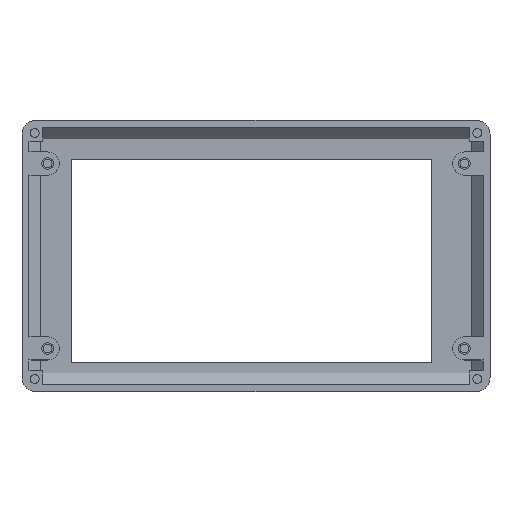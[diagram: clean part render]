
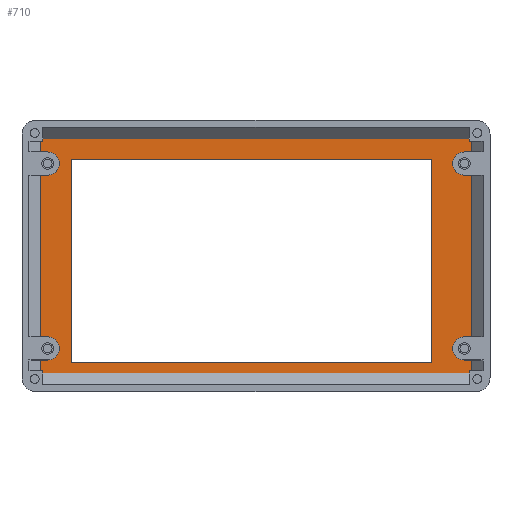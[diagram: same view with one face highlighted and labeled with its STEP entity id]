
A CAD part, top view. The second image highlights one B-rep face of the part: STEP entity #710.
In plain terms, the highlighted planar face has unit normal (0, 0, 1).
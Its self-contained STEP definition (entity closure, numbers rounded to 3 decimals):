
#710=ADVANCED_FACE('',(#1813,#1815),#1817,.T.);
#1813=FACE_BOUND('',#1814,.T.);
#1814=EDGE_LOOP('',(#2323,#2324,#2325,#2326,#2327,#2328,#2329,#2330,#2331,#2332,
#2333,#2334,#2335,#2336,#2337,#2338,#2339,#2340,#2341,#2342,#2343,#2344,#2345,#2346,
#2347,#2348,#2349,#2350));
#1815=FACE_BOUND('',#1816,.T.);
#1816=EDGE_LOOP('',(#2351,#2352,#2353,#2354));
#1817=PLANE('',#1818);
#1818=AXIS2_PLACEMENT_3D('',#1819,#1820,#1821);
#1819=CARTESIAN_POINT('',(0.,0.,3.));
#1820=DIRECTION('',(0.,0.,1.));
#1821=DIRECTION('',(-1.,0.,0.));
#2323=ORIENTED_EDGE('',*,*,#2663,.F.);
#2324=ORIENTED_EDGE('',*,*,#2625,.F.);
#2325=ORIENTED_EDGE('',*,*,#2621,.F.);
#2326=ORIENTED_EDGE('',*,*,#2619,.F.);
#2327=ORIENTED_EDGE('',*,*,#2664,.F.);
#2328=ORIENTED_EDGE('',*,*,#2615,.F.);
#2329=ORIENTED_EDGE('',*,*,#2611,.F.);
#2330=ORIENTED_EDGE('',*,*,#2609,.F.);
#2331=ORIENTED_EDGE('',*,*,#2665,.F.);
#2332=ORIENTED_EDGE('',*,*,#2605,.F.);
#2333=ORIENTED_EDGE('',*,*,#2601,.F.);
#2334=ORIENTED_EDGE('',*,*,#2666,.F.);
#2335=ORIENTED_EDGE('',*,*,#2597,.F.);
#2336=ORIENTED_EDGE('',*,*,#2593,.F.);
#2337=ORIENTED_EDGE('',*,*,#2667,.F.);
#2338=ORIENTED_EDGE('',*,*,#2589,.F.);
#2339=ORIENTED_EDGE('',*,*,#2585,.F.);
#2340=ORIENTED_EDGE('',*,*,#2583,.F.);
#2341=ORIENTED_EDGE('',*,*,#2668,.F.);
#2342=ORIENTED_EDGE('',*,*,#2579,.F.);
#2343=ORIENTED_EDGE('',*,*,#2575,.F.);
#2344=ORIENTED_EDGE('',*,*,#2573,.F.);
#2345=ORIENTED_EDGE('',*,*,#2669,.F.);
#2346=ORIENTED_EDGE('',*,*,#2640,.F.);
#2347=ORIENTED_EDGE('',*,*,#2637,.F.);
#2348=ORIENTED_EDGE('',*,*,#2670,.F.);
#2349=ORIENTED_EDGE('',*,*,#2633,.F.);
#2350=ORIENTED_EDGE('',*,*,#2629,.F.);
#2351=ORIENTED_EDGE('',*,*,#2671,.T.);
#2352=ORIENTED_EDGE('',*,*,#2672,.T.);
#2353=ORIENTED_EDGE('',*,*,#2673,.T.);
#2354=ORIENTED_EDGE('',*,*,#2674,.T.);
#2573=EDGE_CURVE('',#2879,#2881,#2882,.T.);
#2575=EDGE_CURVE('',#2881,#2884,#2885,.T.);
#2579=EDGE_CURVE('',#2884,#2888,#2891,.T.);
#2583=EDGE_CURVE('',#2895,#2897,#2898,.T.);
#2585=EDGE_CURVE('',#2897,#2900,#2901,.T.);
#2589=EDGE_CURVE('',#2900,#2904,#2907,.T.);
#2593=EDGE_CURVE('',#2911,#2913,#2914,.F.);
#2597=EDGE_CURVE('',#2913,#2917,#2920,.F.);
#2601=EDGE_CURVE('',#2924,#2926,#2927,.F.);
#2605=EDGE_CURVE('',#2926,#2930,#2933,.F.);
#2609=EDGE_CURVE('',#2937,#2939,#2940,.T.);
#2611=EDGE_CURVE('',#2939,#2942,#2943,.T.);
#2615=EDGE_CURVE('',#2942,#2946,#2949,.T.);
#2619=EDGE_CURVE('',#2953,#2955,#2956,.T.);
#2621=EDGE_CURVE('',#2955,#2958,#2959,.T.);
#2625=EDGE_CURVE('',#2958,#2962,#2965,.T.);
#2629=EDGE_CURVE('',#2969,#2971,#2972,.F.);
#2633=EDGE_CURVE('',#2971,#2975,#2978,.F.);
#2637=EDGE_CURVE('',#2982,#2984,#2985,.F.);
#2640=EDGE_CURVE('',#2984,#2987,#2989,.F.);
#2663=EDGE_CURVE('',#2962,#2969,#3022,.F.);
#2664=EDGE_CURVE('',#2946,#2953,#3023,.F.);
#2665=EDGE_CURVE('',#2930,#2937,#3024,.F.);
#2666=EDGE_CURVE('',#2917,#2924,#3025,.F.);
#2667=EDGE_CURVE('',#2904,#2911,#3026,.F.);
#2668=EDGE_CURVE('',#2888,#2895,#3027,.F.);
#2669=EDGE_CURVE('',#2987,#2879,#3028,.F.);
#2670=EDGE_CURVE('',#2975,#2982,#3029,.F.);
#2671=EDGE_CURVE('',#3030,#3031,#3032,.F.);
#2672=EDGE_CURVE('',#3031,#3033,#3034,.F.);
#2673=EDGE_CURVE('',#3033,#3035,#3036,.F.);
#2674=EDGE_CURVE('',#3035,#3030,#3037,.F.);
#2879=VERTEX_POINT('',#3496);
#2881=VERTEX_POINT('',#3500);
#2882=LINE('',#3501,#3502);
#2884=VERTEX_POINT('',#3507);
#2885=CIRCLE('',#3508,5.);
#2888=VERTEX_POINT('',#3516);
#2891=LINE('',#3523,#3524);
#2895=VERTEX_POINT('',#3533);
#2897=VERTEX_POINT('',#3537);
#2898=LINE('',#3538,#3539);
#2900=VERTEX_POINT('',#3544);
#2901=CIRCLE('',#3545,5.);
#2904=VERTEX_POINT('',#3553);
#2907=LINE('',#3560,#3561);
#2911=VERTEX_POINT('',#3570);
#2913=VERTEX_POINT('',#3574);
#2914=LINE('',#3575,#3576);
#2917=VERTEX_POINT('',#3582);
#2920=LINE('',#3589,#3590);
#2924=VERTEX_POINT('',#3599);
#2926=VERTEX_POINT('',#3603);
#2927=LINE('',#3604,#3605);
#2930=VERTEX_POINT('',#3611);
#2933=LINE('',#3618,#3619);
#2937=VERTEX_POINT('',#3628);
#2939=VERTEX_POINT('',#3632);
#2940=LINE('',#3633,#3634);
#2942=VERTEX_POINT('',#3639);
#2943=CIRCLE('',#3640,5.);
#2946=VERTEX_POINT('',#3648);
#2949=LINE('',#3655,#3656);
#2953=VERTEX_POINT('',#3665);
#2955=VERTEX_POINT('',#3669);
#2956=LINE('',#3670,#3671);
#2958=VERTEX_POINT('',#3676);
#2959=CIRCLE('',#3677,5.);
#2962=VERTEX_POINT('',#3685);
#2965=LINE('',#3692,#3693);
#2969=VERTEX_POINT('',#3702);
#2971=VERTEX_POINT('',#3706);
#2972=LINE('',#3707,#3708);
#2975=VERTEX_POINT('',#3714);
#2978=LINE('',#3721,#3722);
#2982=VERTEX_POINT('',#3731);
#2984=VERTEX_POINT('',#3735);
#2985=LINE('',#3736,#3737);
#2987=VERTEX_POINT('',#3742);
#2989=LINE('',#3746,#3747);
#3022=LINE('',#3837,#3838);
#3023=LINE('',#3840,#3841);
#3024=LINE('',#3843,#3844);
#3025=LINE('',#3846,#3847);
#3026=LINE('',#3849,#3850);
#3027=LINE('',#3852,#3853);
#3028=LINE('',#3855,#3856);
#3029=LINE('',#3858,#3859);
#3030=VERTEX_POINT('',#3861);
#3031=VERTEX_POINT('',#3862);
#3032=LINE('',#3863,#3864);
#3033=VERTEX_POINT('',#3866);
#3034=LINE('',#3867,#3868);
#3035=VERTEX_POINT('',#3870);
#3036=LINE('',#3871,#3872);
#3037=LINE('',#3874,#3875);
#3496=CARTESIAN_POINT('',(-8.,-13.7,3.));
#3500=CARTESIAN_POINT('',(-11.1,-13.7,3.));
#3501=CARTESIAN_POINT('',(-8.,-13.7,3.));
#3502=VECTOR('',#3503,1.);
#3503=DIRECTION('',(-1.,0.,0.));
#3507=CARTESIAN_POINT('',(-11.1,-23.7,3.));
#3508=AXIS2_PLACEMENT_3D('',#3509,#3510,#3511);
#3509=CARTESIAN_POINT('',(-11.1,-18.7,3.));
#3510=DIRECTION('',(0.,0.,1.));
#3511=DIRECTION('',(0.,1.,0.));
#3516=CARTESIAN_POINT('',(-8.,-23.7,3.));
#3523=CARTESIAN_POINT('',(-11.1,-23.7,3.));
#3524=VECTOR('',#3525,1.);
#3525=DIRECTION('',(1.,0.,0.));
#3533=CARTESIAN_POINT('',(-8.,-93.7,3.));
#3537=CARTESIAN_POINT('',(-11.1,-93.7,3.));
#3538=CARTESIAN_POINT('',(-8.,-93.7,3.));
#3539=VECTOR('',#3540,1.);
#3540=DIRECTION('',(-1.,0.,0.));
#3544=CARTESIAN_POINT('',(-11.1,-103.7,3.));
#3545=AXIS2_PLACEMENT_3D('',#3546,#3547,#3548);
#3546=CARTESIAN_POINT('',(-11.1,-98.7,3.));
#3547=DIRECTION('',(0.,0.,1.));
#3548=DIRECTION('',(0.,1.,0.));
#3553=CARTESIAN_POINT('',(-8.,-103.7,3.));
#3560=CARTESIAN_POINT('',(-11.1,-103.7,3.));
#3561=VECTOR('',#3562,1.);
#3562=DIRECTION('',(1.,0.,0.));
#3570=CARTESIAN_POINT('',(-8.,-108.4,3.));
#3574=CARTESIAN_POINT('',(-9.,-108.4,3.));
#3575=CARTESIAN_POINT('',(-9.,-108.4,3.));
#3576=VECTOR('',#3577,1.);
#3577=DIRECTION('',(1.,0.,0.));
#3582=CARTESIAN_POINT('',(-9.,-109.4,3.));
#3589=CARTESIAN_POINT('',(-9.,-109.4,3.));
#3590=VECTOR('',#3591,1.);
#3591=DIRECTION('',(0.,1.,0.));
#3599=CARTESIAN_POINT('',(-193.5,-109.4,3.));
#3603=CARTESIAN_POINT('',(-193.5,-108.4,3.));
#3604=CARTESIAN_POINT('',(-193.5,-108.4,3.));
#3605=VECTOR('',#3606,1.);
#3606=DIRECTION('',(0.,-1.,0.));
#3611=CARTESIAN_POINT('',(-194.5,-108.4,3.));
#3618=CARTESIAN_POINT('',(-194.5,-108.4,3.));
#3619=VECTOR('',#3620,1.);
#3620=DIRECTION('',(1.,0.,0.));
#3628=CARTESIAN_POINT('',(-194.5,-103.7,3.));
#3632=CARTESIAN_POINT('',(-191.4,-103.7,3.));
#3633=CARTESIAN_POINT('',(-194.5,-103.7,3.));
#3634=VECTOR('',#3635,1.);
#3635=DIRECTION('',(1.,0.,0.));
#3639=CARTESIAN_POINT('',(-191.4,-93.7,3.));
#3640=AXIS2_PLACEMENT_3D('',#3641,#3642,#3643);
#3641=CARTESIAN_POINT('',(-191.4,-98.7,3.));
#3642=DIRECTION('',(0.,0.,1.));
#3643=DIRECTION('',(0.,-1.,0.));
#3648=CARTESIAN_POINT('',(-194.5,-93.7,3.));
#3655=CARTESIAN_POINT('',(-191.4,-93.7,3.));
#3656=VECTOR('',#3657,1.);
#3657=DIRECTION('',(-1.,0.,0.));
#3665=CARTESIAN_POINT('',(-194.5,-23.7,3.));
#3669=CARTESIAN_POINT('',(-191.4,-23.7,3.));
#3670=CARTESIAN_POINT('',(-194.5,-23.7,3.));
#3671=VECTOR('',#3672,1.);
#3672=DIRECTION('',(1.,0.,0.));
#3676=CARTESIAN_POINT('',(-191.4,-13.7,3.));
#3677=AXIS2_PLACEMENT_3D('',#3678,#3679,#3680);
#3678=CARTESIAN_POINT('',(-191.4,-18.7,3.));
#3679=DIRECTION('',(0.,0.,1.));
#3680=DIRECTION('',(0.,-1.,0.));
#3685=CARTESIAN_POINT('',(-194.5,-13.7,3.));
#3692=CARTESIAN_POINT('',(-191.4,-13.7,3.));
#3693=VECTOR('',#3694,1.);
#3694=DIRECTION('',(-1.,0.,0.));
#3702=CARTESIAN_POINT('',(-194.5,-9.,3.));
#3706=CARTESIAN_POINT('',(-193.5,-9.,3.));
#3707=CARTESIAN_POINT('',(-193.5,-9.,3.));
#3708=VECTOR('',#3709,1.);
#3709=DIRECTION('',(-1.,0.,0.));
#3714=CARTESIAN_POINT('',(-193.5,-8.,3.));
#3721=CARTESIAN_POINT('',(-193.5,-8.,3.));
#3722=VECTOR('',#3723,1.);
#3723=DIRECTION('',(0.,-1.,0.));
#3731=CARTESIAN_POINT('',(-9.,-8.,3.));
#3735=CARTESIAN_POINT('',(-9.,-9.,3.));
#3736=CARTESIAN_POINT('',(-9.,-9.,3.));
#3737=VECTOR('',#3738,1.);
#3738=DIRECTION('',(0.,1.,0.));
#3742=CARTESIAN_POINT('',(-8.,-9.,3.));
#3746=CARTESIAN_POINT('',(-8.,-9.,3.));
#3747=VECTOR('',#3748,1.);
#3748=DIRECTION('',(-1.,0.,0.));
#3837=CARTESIAN_POINT('',(-194.5,-9.,3.));
#3838=VECTOR('',#3839,1.);
#3839=DIRECTION('',(0.,-1.,0.));
#3840=CARTESIAN_POINT('',(-194.5,-23.7,3.));
#3841=VECTOR('',#3842,1.);
#3842=DIRECTION('',(0.,-1.,0.));
#3843=CARTESIAN_POINT('',(-194.5,-103.7,3.));
#3844=VECTOR('',#3845,1.);
#3845=DIRECTION('',(0.,-1.,0.));
#3846=CARTESIAN_POINT('',(-193.5,-109.4,3.));
#3847=VECTOR('',#3848,1.);
#3848=DIRECTION('',(1.,0.,0.));
#3849=CARTESIAN_POINT('',(-8.,-108.4,3.));
#3850=VECTOR('',#3851,1.);
#3851=DIRECTION('',(0.,1.,0.));
#3852=CARTESIAN_POINT('',(-8.,-93.7,3.));
#3853=VECTOR('',#3854,1.);
#3854=DIRECTION('',(0.,1.,0.));
#3855=CARTESIAN_POINT('',(-8.,-13.7,3.));
#3856=VECTOR('',#3857,1.);
#3857=DIRECTION('',(0.,1.,0.));
#3858=CARTESIAN_POINT('',(-9.,-8.,3.));
#3859=VECTOR('',#3860,1.);
#3860=DIRECTION('',(-1.,0.,0.));
#3861=CARTESIAN_POINT('',(-25.15,-104.9,3.));
#3862=CARTESIAN_POINT('',(-181.25,-104.9,3.));
#3863=CARTESIAN_POINT('',(-181.25,-104.9,3.));
#3864=VECTOR('',#3865,1.);
#3865=DIRECTION('',(1.,0.,0.));
#3866=CARTESIAN_POINT('',(-181.25,-16.98,3.));
#3867=CARTESIAN_POINT('',(-181.25,-16.98,3.));
#3868=VECTOR('',#3869,1.);
#3869=DIRECTION('',(0.,-1.,0.));
#3870=CARTESIAN_POINT('',(-25.15,-16.98,3.));
#3871=CARTESIAN_POINT('',(-25.15,-16.98,3.));
#3872=VECTOR('',#3873,1.);
#3873=DIRECTION('',(-1.,0.,0.));
#3874=CARTESIAN_POINT('',(-25.15,-104.9,3.));
#3875=VECTOR('',#3876,1.);
#3876=DIRECTION('',(0.,1.,0.));
